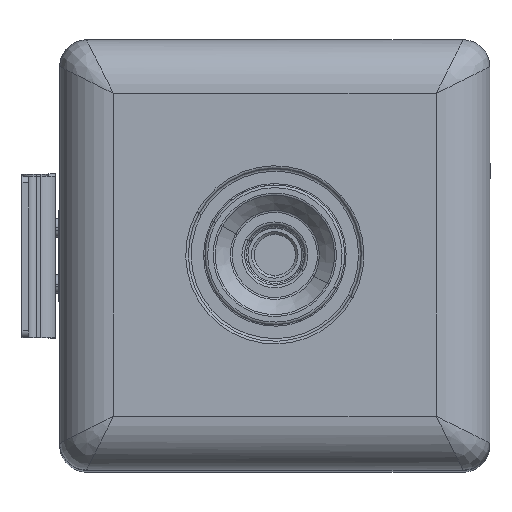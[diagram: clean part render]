
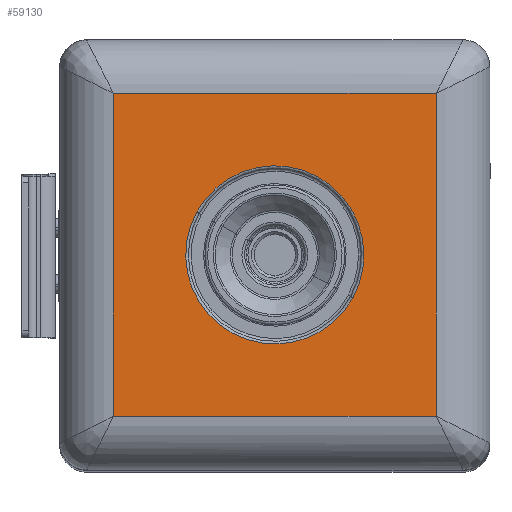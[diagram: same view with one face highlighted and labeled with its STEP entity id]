
A CAD part, top view. The second image highlights one B-rep face of the part: STEP entity #59130.
In plain terms, the highlighted planar face has unit normal (0, 0, 1).
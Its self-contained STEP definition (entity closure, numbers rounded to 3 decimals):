
#56714=CARTESIAN_POINT('Vertex',(-120.,120.,484.5)) ;
#56739=CARTESIAN_POINT('Vertex',(-120.,-120.,484.5)) ;
#56742=CARTESIAN_POINT('Line Origine',(-120.,0.,484.5)) ;
#59082=CARTESIAN_POINT('Axis2P3D Location',(0.,0.,484.5)) ;
#59087=CARTESIAN_POINT('Line Origine',(0.,120.,484.5)) ;
#59091=CARTESIAN_POINT('Vertex',(120.,120.,484.5)) ;
#59094=CARTESIAN_POINT('Line Origine',(0.,-120.,484.5)) ;
#59098=CARTESIAN_POINT('Vertex',(120.,-120.,484.5)) ;
#59101=CARTESIAN_POINT('Line Origine',(120.,0.,484.5)) ;
#59112=CARTESIAN_POINT('Axis2P3D Location',(0.,0.,484.5)) ;
#59116=CARTESIAN_POINT('Vertex',(58.14,-31.762,484.5)) ;
#59118=CARTESIAN_POINT('Vertex',(-58.14,31.762,484.5)) ;
#59121=CARTESIAN_POINT('Axis2P3D Location',(0.,0.,484.5)) ;
#56744=VECTOR('Line Direction',#56743,1.) ;
#59089=VECTOR('Line Direction',#59088,1.) ;
#59096=VECTOR('Line Direction',#59095,1.) ;
#59103=VECTOR('Line Direction',#59102,1.) ;
#56743=DIRECTION('Vector Direction',(0.,1.,0.)) ;
#59083=DIRECTION('Axis2P3D Direction',(0.,0.,1.)) ;
#59084=DIRECTION('Axis2P3D XDirection',(0.,1.,0.)) ;
#59088=DIRECTION('Vector Direction',(1.,0.,0.)) ;
#59095=DIRECTION('Vector Direction',(-1.,0.,0.)) ;
#59102=DIRECTION('Vector Direction',(0.,-1.,0.)) ;
#59113=DIRECTION('Axis2P3D Direction',(0.,0.,1.)) ;
#59122=DIRECTION('Axis2P3D Direction',(0.,0.,1.)) ;
#59085=AXIS2_PLACEMENT_3D('Plane Axis2P3D',#59082,#59083,#59084) ;
#59114=AXIS2_PLACEMENT_3D('Circle Axis2P3D',#59112,#59113,$) ;
#59123=AXIS2_PLACEMENT_3D('Circle Axis2P3D',#59121,#59122,$) ;
#56745=LINE('Line',#56742,#56744) ;
#59090=LINE('Line',#59087,#59089) ;
#59097=LINE('Line',#59094,#59096) ;
#59104=LINE('Line',#59101,#59103) ;
#59115=CIRCLE('generated circle',#59114,66.25) ;
#59124=CIRCLE('generated circle',#59123,66.25) ;
#59086=PLANE('',#59085) ;
#59129=FACE_BOUND('',#59126,.T.) ;
#56746=EDGE_CURVE('',#56740,#56715,#56745,.T.) ;
#59093=EDGE_CURVE('',#56715,#59092,#59090,.T.) ;
#59100=EDGE_CURVE('',#59099,#56740,#59097,.T.) ;
#59105=EDGE_CURVE('',#59092,#59099,#59104,.T.) ;
#59120=EDGE_CURVE('',#59117,#59119,#59115,.T.) ;
#59125=EDGE_CURVE('',#59119,#59117,#59124,.T.) ;
#59107=ORIENTED_EDGE('',*,*,#59093,.F.) ;
#59108=ORIENTED_EDGE('',*,*,#56746,.F.) ;
#59109=ORIENTED_EDGE('',*,*,#59100,.F.) ;
#59110=ORIENTED_EDGE('',*,*,#59105,.F.) ;
#59127=ORIENTED_EDGE('',*,*,#59120,.F.) ;
#59128=ORIENTED_EDGE('',*,*,#59125,.F.) ;
#59106=EDGE_LOOP('',(#59107,#59108,#59109,#59110)) ;
#59126=EDGE_LOOP('',(#59127,#59128)) ;
#56715=VERTEX_POINT('',#56714) ;
#56740=VERTEX_POINT('',#56739) ;
#59092=VERTEX_POINT('',#59091) ;
#59099=VERTEX_POINT('',#59098) ;
#59117=VERTEX_POINT('',#59116) ;
#59119=VERTEX_POINT('',#59118) ;
#59130=ADVANCED_FACE('PartBody',(#59111,#59129),#59086,.T.) ;
#59111=FACE_OUTER_BOUND('',#59106,.T.) ;
